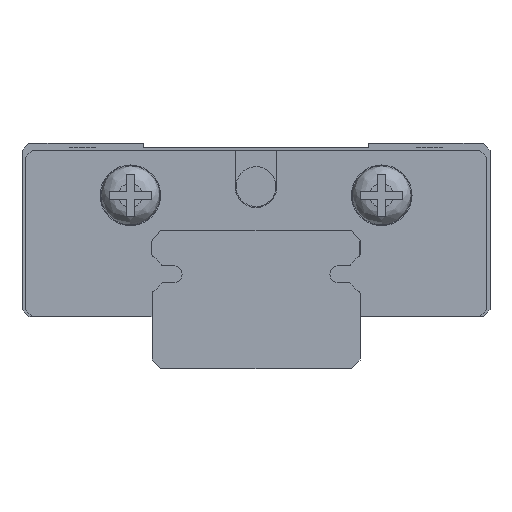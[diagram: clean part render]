
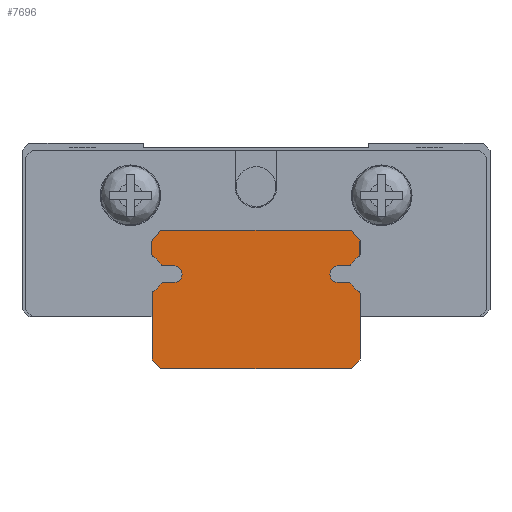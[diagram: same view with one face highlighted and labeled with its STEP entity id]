
A CAD part, front view. The second image highlights one B-rep face of the part: STEP entity #7696.
In plain terms, the highlighted planar face has unit normal (0, -1, 0).
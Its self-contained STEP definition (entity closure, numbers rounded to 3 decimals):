
#468=PLANE('',#8458);
#1011=FACE_OUTER_BOUND('',#1488,.T.);
#1488=EDGE_LOOP('',(#7091,#7092,#7093,#7094,#7095,#7096,#7097,#7098,#7099,
#7100,#7101,#7102,#7103,#7104,#7105,#7106,#7107,#7108,#7109,#7110,#7111,
#7112,#7113,#7114,#7115,#7116,#7117,#7118));
#2097=LINE('',#12733,#2776);
#2168=LINE('',#13181,#2847);
#2169=LINE('',#13183,#2848);
#2170=LINE('',#13185,#2849);
#2171=LINE('',#13193,#2850);
#2172=LINE('',#13197,#2851);
#2173=LINE('',#13205,#2852);
#2174=LINE('',#13206,#2853);
#2175=LINE('',#13208,#2854);
#2176=LINE('',#13210,#2855);
#2177=LINE('',#13218,#2856);
#2178=LINE('',#13222,#2857);
#2179=LINE('',#13230,#2858);
#2180=LINE('',#13231,#2859);
#2776=VECTOR('',#10034,10.);
#2847=VECTOR('',#10575,10.);
#2848=VECTOR('',#10576,10.);
#2849=VECTOR('',#10577,10.);
#2850=VECTOR('',#10584,10.);
#2851=VECTOR('',#10587,10.);
#2852=VECTOR('',#10594,10.);
#2853=VECTOR('',#10595,10.);
#2854=VECTOR('',#10596,10.);
#2855=VECTOR('',#10597,10.);
#2856=VECTOR('',#10604,10.);
#2857=VECTOR('',#10607,10.);
#2858=VECTOR('',#10614,10.);
#2859=VECTOR('',#10615,10.);
#3232=CIRCLE('',#8459,0.16);
#3233=CIRCLE('',#8460,1.14);
#3234=CIRCLE('',#8461,0.16);
#3235=CIRCLE('',#8462,0.5);
#3236=CIRCLE('',#8463,0.16);
#3237=CIRCLE('',#8464,1.14);
#3238=CIRCLE('',#8465,0.16);
#3239=CIRCLE('',#8466,0.16);
#3240=CIRCLE('',#8467,1.14);
#3241=CIRCLE('',#8468,0.16);
#3242=CIRCLE('',#8469,0.5);
#3243=CIRCLE('',#8470,0.16);
#3244=CIRCLE('',#8471,1.14);
#3245=CIRCLE('',#8472,0.16);
#3795=VERTEX_POINT('',#12726);
#3798=VERTEX_POINT('',#12731);
#3939=VERTEX_POINT('',#13179);
#3940=VERTEX_POINT('',#13180);
#3941=VERTEX_POINT('',#13182);
#3942=VERTEX_POINT('',#13184);
#3943=VERTEX_POINT('',#13186);
#3944=VERTEX_POINT('',#13188);
#3945=VERTEX_POINT('',#13190);
#3946=VERTEX_POINT('',#13192);
#3947=VERTEX_POINT('',#13194);
#3948=VERTEX_POINT('',#13196);
#3949=VERTEX_POINT('',#13198);
#3950=VERTEX_POINT('',#13200);
#3951=VERTEX_POINT('',#13202);
#3952=VERTEX_POINT('',#13204);
#3953=VERTEX_POINT('',#13207);
#3954=VERTEX_POINT('',#13209);
#3955=VERTEX_POINT('',#13211);
#3956=VERTEX_POINT('',#13213);
#3957=VERTEX_POINT('',#13215);
#3958=VERTEX_POINT('',#13217);
#3959=VERTEX_POINT('',#13219);
#3960=VERTEX_POINT('',#13221);
#3961=VERTEX_POINT('',#13223);
#3962=VERTEX_POINT('',#13225);
#3963=VERTEX_POINT('',#13227);
#3964=VERTEX_POINT('',#13229);
#4796=EDGE_CURVE('',#3795,#3798,#2097,.T.);
#5007=EDGE_CURVE('',#3939,#3940,#2168,.T.);
#5008=EDGE_CURVE('',#3940,#3941,#2169,.T.);
#5009=EDGE_CURVE('',#3941,#3942,#2170,.T.);
#5010=EDGE_CURVE('',#3942,#3943,#3232,.T.);
#5011=EDGE_CURVE('',#3943,#3944,#3233,.T.);
#5012=EDGE_CURVE('',#3944,#3945,#3234,.T.);
#5013=EDGE_CURVE('',#3945,#3946,#2171,.T.);
#5014=EDGE_CURVE('',#3946,#3947,#3235,.T.);
#5015=EDGE_CURVE('',#3947,#3948,#2172,.T.);
#5016=EDGE_CURVE('',#3948,#3949,#3236,.T.);
#5017=EDGE_CURVE('',#3949,#3950,#3237,.T.);
#5018=EDGE_CURVE('',#3950,#3951,#3238,.T.);
#5019=EDGE_CURVE('',#3951,#3952,#2173,.T.);
#5020=EDGE_CURVE('',#3952,#3795,#2174,.T.);
#5021=EDGE_CURVE('',#3798,#3953,#2175,.T.);
#5022=EDGE_CURVE('',#3953,#3954,#2176,.T.);
#5023=EDGE_CURVE('',#3954,#3955,#3239,.T.);
#5024=EDGE_CURVE('',#3955,#3956,#3240,.T.);
#5025=EDGE_CURVE('',#3956,#3957,#3241,.T.);
#5026=EDGE_CURVE('',#3957,#3958,#2177,.T.);
#5027=EDGE_CURVE('',#3958,#3959,#3242,.T.);
#5028=EDGE_CURVE('',#3959,#3960,#2178,.T.);
#5029=EDGE_CURVE('',#3960,#3961,#3243,.T.);
#5030=EDGE_CURVE('',#3961,#3962,#3244,.T.);
#5031=EDGE_CURVE('',#3962,#3963,#3245,.T.);
#5032=EDGE_CURVE('',#3963,#3964,#2179,.T.);
#5033=EDGE_CURVE('',#3964,#3939,#2180,.T.);
#7091=ORIENTED_EDGE('',*,*,#5007,.T.);
#7092=ORIENTED_EDGE('',*,*,#5008,.T.);
#7093=ORIENTED_EDGE('',*,*,#5009,.T.);
#7094=ORIENTED_EDGE('',*,*,#5010,.T.);
#7095=ORIENTED_EDGE('',*,*,#5011,.T.);
#7096=ORIENTED_EDGE('',*,*,#5012,.T.);
#7097=ORIENTED_EDGE('',*,*,#5013,.T.);
#7098=ORIENTED_EDGE('',*,*,#5014,.T.);
#7099=ORIENTED_EDGE('',*,*,#5015,.T.);
#7100=ORIENTED_EDGE('',*,*,#5016,.T.);
#7101=ORIENTED_EDGE('',*,*,#5017,.T.);
#7102=ORIENTED_EDGE('',*,*,#5018,.T.);
#7103=ORIENTED_EDGE('',*,*,#5019,.T.);
#7104=ORIENTED_EDGE('',*,*,#5020,.T.);
#7105=ORIENTED_EDGE('',*,*,#4796,.T.);
#7106=ORIENTED_EDGE('',*,*,#5021,.T.);
#7107=ORIENTED_EDGE('',*,*,#5022,.T.);
#7108=ORIENTED_EDGE('',*,*,#5023,.T.);
#7109=ORIENTED_EDGE('',*,*,#5024,.T.);
#7110=ORIENTED_EDGE('',*,*,#5025,.T.);
#7111=ORIENTED_EDGE('',*,*,#5026,.T.);
#7112=ORIENTED_EDGE('',*,*,#5027,.T.);
#7113=ORIENTED_EDGE('',*,*,#5028,.T.);
#7114=ORIENTED_EDGE('',*,*,#5029,.T.);
#7115=ORIENTED_EDGE('',*,*,#5030,.T.);
#7116=ORIENTED_EDGE('',*,*,#5031,.T.);
#7117=ORIENTED_EDGE('',*,*,#5032,.T.);
#7118=ORIENTED_EDGE('',*,*,#5033,.T.);
#7696=ADVANCED_FACE('',(#1011),#468,.F.);
#8458=AXIS2_PLACEMENT_3D('',#13178,#10573,#10574);
#8459=AXIS2_PLACEMENT_3D('',#13187,#10578,#10579);
#8460=AXIS2_PLACEMENT_3D('',#13189,#10580,#10581);
#8461=AXIS2_PLACEMENT_3D('',#13191,#10582,#10583);
#8462=AXIS2_PLACEMENT_3D('',#13195,#10585,#10586);
#8463=AXIS2_PLACEMENT_3D('',#13199,#10588,#10589);
#8464=AXIS2_PLACEMENT_3D('',#13201,#10590,#10591);
#8465=AXIS2_PLACEMENT_3D('',#13203,#10592,#10593);
#8466=AXIS2_PLACEMENT_3D('',#13212,#10598,#10599);
#8467=AXIS2_PLACEMENT_3D('',#13214,#10600,#10601);
#8468=AXIS2_PLACEMENT_3D('',#13216,#10602,#10603);
#8469=AXIS2_PLACEMENT_3D('',#13220,#10605,#10606);
#8470=AXIS2_PLACEMENT_3D('',#13224,#10608,#10609);
#8471=AXIS2_PLACEMENT_3D('',#13226,#10610,#10611);
#8472=AXIS2_PLACEMENT_3D('',#13228,#10612,#10613);
#10034=DIRECTION('',(-1.,0.,0.));
#10573=DIRECTION('center_axis',(0.,1.,0.));
#10574=DIRECTION('ref_axis',(1.,0.,0.));
#10575=DIRECTION('',(1.,0.,0.));
#10576=DIRECTION('',(0.707,0.,0.707));
#10577=DIRECTION('',(0.,0.,1.));
#10578=DIRECTION('center_axis',(0.,-1.,0.));
#10579=DIRECTION('ref_axis',(0.489,0.,0.872));
#10580=DIRECTION('center_axis',(0.,1.,0.));
#10581=DIRECTION('ref_axis',(-0.489,0.,-0.872));
#10582=DIRECTION('center_axis',(0.,-1.,0.));
#10583=DIRECTION('ref_axis',(0.,0.,1.));
#10584=DIRECTION('',(-1.,0.,0.));
#10585=DIRECTION('center_axis',(0.,1.,0.));
#10586=DIRECTION('ref_axis',(0.31,0.,-0.951));
#10587=DIRECTION('',(1.,0.,0.));
#10588=DIRECTION('center_axis',(0.,-1.,0.));
#10589=DIRECTION('ref_axis',(0.872,0.,-0.489));
#10590=DIRECTION('center_axis',(0.,1.,0.));
#10591=DIRECTION('ref_axis',(-0.872,0.,0.489));
#10592=DIRECTION('center_axis',(0.,-1.,0.));
#10593=DIRECTION('ref_axis',(1.,0.,0.));
#10594=DIRECTION('',(0.,0.,1.));
#10595=DIRECTION('',(-0.648,0.,0.762));
#10596=DIRECTION('',(-0.648,0.,-0.762));
#10597=DIRECTION('',(0.,0.,-1.));
#10598=DIRECTION('center_axis',(0.,-1.,0.));
#10599=DIRECTION('ref_axis',(-0.489,0.,-0.872));
#10600=DIRECTION('center_axis',(0.,1.,0.));
#10601=DIRECTION('ref_axis',(0.489,0.,0.872));
#10602=DIRECTION('center_axis',(0.,-1.,0.));
#10603=DIRECTION('ref_axis',(0.,0.,-1.));
#10604=DIRECTION('',(1.,0.,0.));
#10605=DIRECTION('center_axis',(0.,1.,0.));
#10606=DIRECTION('ref_axis',(-0.31,0.,0.951));
#10607=DIRECTION('',(-1.,0.,0.));
#10608=DIRECTION('center_axis',(0.,-1.,0.));
#10609=DIRECTION('ref_axis',(-0.872,0.,0.489));
#10610=DIRECTION('center_axis',(0.,1.,0.));
#10611=DIRECTION('ref_axis',(0.872,0.,-0.489));
#10612=DIRECTION('center_axis',(0.,-1.,0.));
#10613=DIRECTION('ref_axis',(-1.,0.,0.));
#10614=DIRECTION('',(0.,0.,-1.));
#10615=DIRECTION('',(0.707,0.,-0.707));
#12726=CARTESIAN_POINT('',(5.5,-300.,8.));
#12731=CARTESIAN_POINT('',(-5.5,-300.,8.));
#12733=CARTESIAN_POINT('',(5.5,-300.,8.));
#13178=CARTESIAN_POINT('Origin',(0.,-300.,4.));
#13179=CARTESIAN_POINT('',(-5.5,-300.,0.));
#13180=CARTESIAN_POINT('',(5.5,-300.,0.));
#13181=CARTESIAN_POINT('',(5.5,-300.,0.));
#13182=CARTESIAN_POINT('',(6.,-300.,0.5));
#13183=CARTESIAN_POINT('',(5.5,-300.,0.));
#13184=CARTESIAN_POINT('',(6.,-300.,4.322));
#13185=CARTESIAN_POINT('',(6.,-300.,0.5));
#13186=CARTESIAN_POINT('',(5.918,-300.,4.461));
#13187=CARTESIAN_POINT('Origin',(5.84,-300.,4.322));
#13188=CARTESIAN_POINT('',(5.481,-300.,4.899));
#13189=CARTESIAN_POINT('Origin',(6.475,-300.,5.456));
#13190=CARTESIAN_POINT('',(5.341,-300.,4.981));
#13191=CARTESIAN_POINT('Origin',(5.341,-300.,4.821));
#13192=CARTESIAN_POINT('',(4.919,-300.,4.981));
#13193=CARTESIAN_POINT('',(5.341,-300.,4.981));
#13194=CARTESIAN_POINT('',(4.919,-300.,5.931));
#13195=CARTESIAN_POINT('Origin',(4.764,-300.,5.456));
#13196=CARTESIAN_POINT('',(5.341,-300.,5.931));
#13197=CARTESIAN_POINT('',(5.341,-300.,5.931));
#13198=CARTESIAN_POINT('',(5.481,-300.,6.013));
#13199=CARTESIAN_POINT('Origin',(5.341,-300.,6.091));
#13200=CARTESIAN_POINT('',(5.918,-300.,6.451));
#13201=CARTESIAN_POINT('Origin',(6.475,-300.,5.456));
#13202=CARTESIAN_POINT('',(6.,-300.,6.59));
#13203=CARTESIAN_POINT('Origin',(5.84,-300.,6.59));
#13204=CARTESIAN_POINT('',(6.,-300.,7.412));
#13205=CARTESIAN_POINT('',(6.,-300.,6.59));
#13206=CARTESIAN_POINT('',(6.,-300.,7.412));
#13207=CARTESIAN_POINT('',(-6.,-300.,7.412));
#13208=CARTESIAN_POINT('',(-6.,-300.,7.412));
#13209=CARTESIAN_POINT('',(-6.,-300.,6.59));
#13210=CARTESIAN_POINT('',(-6.,-300.,6.59));
#13211=CARTESIAN_POINT('',(-5.918,-300.,6.451));
#13212=CARTESIAN_POINT('Origin',(-5.84,-300.,6.59));
#13213=CARTESIAN_POINT('',(-5.481,-300.,6.013));
#13214=CARTESIAN_POINT('Origin',(-6.475,-300.,5.456));
#13215=CARTESIAN_POINT('',(-5.341,-300.,5.931));
#13216=CARTESIAN_POINT('Origin',(-5.341,-300.,6.091));
#13217=CARTESIAN_POINT('',(-4.919,-300.,5.931));
#13218=CARTESIAN_POINT('',(-4.919,-300.,5.931));
#13219=CARTESIAN_POINT('',(-4.919,-300.,4.981));
#13220=CARTESIAN_POINT('Origin',(-4.764,-300.,5.456));
#13221=CARTESIAN_POINT('',(-5.341,-300.,4.981));
#13222=CARTESIAN_POINT('',(-4.919,-300.,4.981));
#13223=CARTESIAN_POINT('',(-5.481,-300.,4.899));
#13224=CARTESIAN_POINT('Origin',(-5.341,-300.,4.821));
#13225=CARTESIAN_POINT('',(-5.918,-300.,4.461));
#13226=CARTESIAN_POINT('Origin',(-6.475,-300.,5.456));
#13227=CARTESIAN_POINT('',(-6.,-300.,4.322));
#13228=CARTESIAN_POINT('Origin',(-5.84,-300.,4.322));
#13229=CARTESIAN_POINT('',(-6.,-300.,0.5));
#13230=CARTESIAN_POINT('',(-6.,-300.,0.5));
#13231=CARTESIAN_POINT('',(-5.5,-300.,0.));
